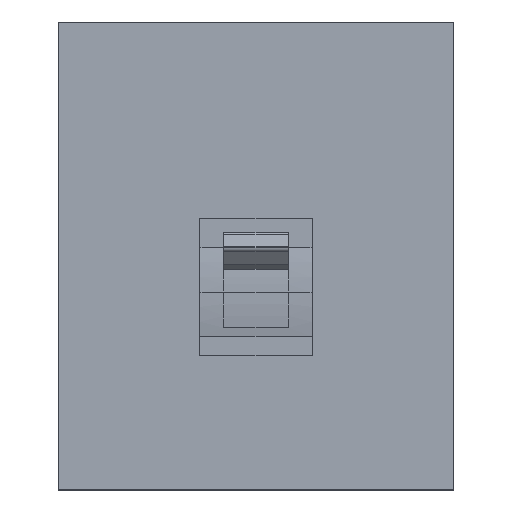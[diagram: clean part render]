
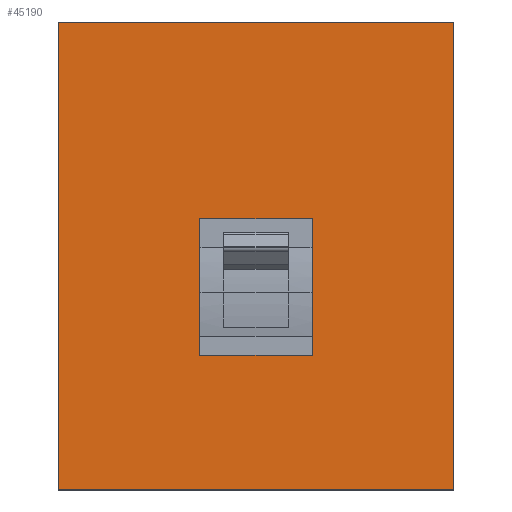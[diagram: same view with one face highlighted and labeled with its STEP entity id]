
A CAD part, top view. The second image highlights one B-rep face of the part: STEP entity #45190.
In plain terms, the highlighted planar face has unit normal (0, 0, 1).
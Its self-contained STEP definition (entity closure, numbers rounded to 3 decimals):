
#33950=CARTESIAN_POINT('',(-793.623,0.,-246.994));
#33960=DIRECTION('',(0.,1.,0.));
#33970=VECTOR('',#33960,1.);
#33980=LINE('',#33950,#33970);
#33990=CARTESIAN_POINT('',(-793.623,-10188.277,
-246.994));
#34000=VERTEX_POINT('',#33990);
#34010=CARTESIAN_POINT('',(-793.623,-9708.277,
-246.994));
#34020=VERTEX_POINT('',#34010);
#34030=EDGE_CURVE('',#34000,#34020,#33980,.T.);
#35140=CARTESIAN_POINT('',(-387.623,-10188.277,
-246.994));
#35150=VERTEX_POINT('',#35140);
#35200=CARTESIAN_POINT('',(0.,-10188.277,-246.994));
#35210=DIRECTION('',(-1.,0.,0.));
#35220=VECTOR('',#35210,1.);
#35230=LINE('',#35200,#35220);
#35240=EDGE_CURVE('',#35150,#34000,#35230,.T.);
#35340=CARTESIAN_POINT('',(-387.623,0.,-246.994));
#35350=DIRECTION('',(0.,-1.,0.));
#35360=VECTOR('',#35350,1.);
#35370=LINE('',#35340,#35360);
#35380=CARTESIAN_POINT('',(-387.623,-9708.277,
-246.994));
#35390=VERTEX_POINT('',#35380);
#35400=EDGE_CURVE('',#35390,#35150,#35370,.T.);
#35590=CARTESIAN_POINT('',(0.,-9708.277,-246.994));
#35600=DIRECTION('',(1.,0.,0.));
#35610=VECTOR('',#35600,1.);
#35620=LINE('',#35590,#35610);
#35630=EDGE_CURVE('',#34020,#35390,#35620,.T.);
#35980=CARTESIAN_POINT('',(-533.123,-9910.277,
-246.994));
#35990=VERTEX_POINT('',#35980);
#36020=CARTESIAN_POINT('',(-533.123,0.,-246.994));
#36030=DIRECTION('',(0.,1.,0.));
#36040=VECTOR('',#36030,1.);
#36050=LINE('',#36020,#36040);
#36060=CARTESIAN_POINT('',(-533.123,-10050.277,
-246.994));
#36070=VERTEX_POINT('',#36060);
#36080=EDGE_CURVE('',#36070,#35990,#36050,.T.);
#36560=CARTESIAN_POINT('',(-648.123,-9910.277,
-246.994));
#36570=VERTEX_POINT('',#36560);
#36600=CARTESIAN_POINT('',(0.,-9910.277,-246.994));
#36610=DIRECTION('',(1.,0.,0.));
#36620=VECTOR('',#36610,1.);
#36630=LINE('',#36600,#36620);
#36640=EDGE_CURVE('',#36570,#35990,#36630,.T.);
#38280=CARTESIAN_POINT('',(0.,-10050.277,-246.994));
#38290=DIRECTION('',(-1.,0.,0.));
#38300=VECTOR('',#38290,1.);
#38310=LINE('',#38280,#38300);
#38320=CARTESIAN_POINT('',(-648.123,-10050.277,
-246.994));
#38330=VERTEX_POINT('',#38320);
#38340=EDGE_CURVE('',#36070,#38330,#38310,.T.);
#38630=CARTESIAN_POINT('',(-648.123,0.,-246.994));
#38640=DIRECTION('',(0.,1.,0.));
#38650=VECTOR('',#38640,1.);
#38660=LINE('',#38630,#38650);
#38670=EDGE_CURVE('',#38330,#36570,#38660,.T.);
#45020=CARTESIAN_POINT('',(-685.526,-9826.848,
-246.994));
#45030=DIRECTION('',(0.,0.,1.));
#45040=DIRECTION('',(1.,0.,0.));
#45050=AXIS2_PLACEMENT_3D('',#45020,#45030,#45040);
#45060=PLANE('',#45050);
#45070=ORIENTED_EDGE('',*,*,#36640,.T.);
#45080=ORIENTED_EDGE('',*,*,#38670,.T.);
#45090=ORIENTED_EDGE('',*,*,#38340,.T.);
#45100=ORIENTED_EDGE('',*,*,#36080,.F.);
#45110=EDGE_LOOP('',(#45100,#45090,#45080,#45070));
#45120=FACE_BOUND('',#45110,.T.);
#45130=ORIENTED_EDGE('',*,*,#35400,.F.);
#45140=ORIENTED_EDGE('',*,*,#35240,.F.);
#45150=ORIENTED_EDGE('',*,*,#34030,.F.);
#45160=ORIENTED_EDGE('',*,*,#35630,.F.);
#45170=EDGE_LOOP('',(#45160,#45150,#45140,#45130));
#45180=FACE_OUTER_BOUND('',#45170,.T.);
#45190=ADVANCED_FACE('',(#45120,#45180),#45060,.T.);
